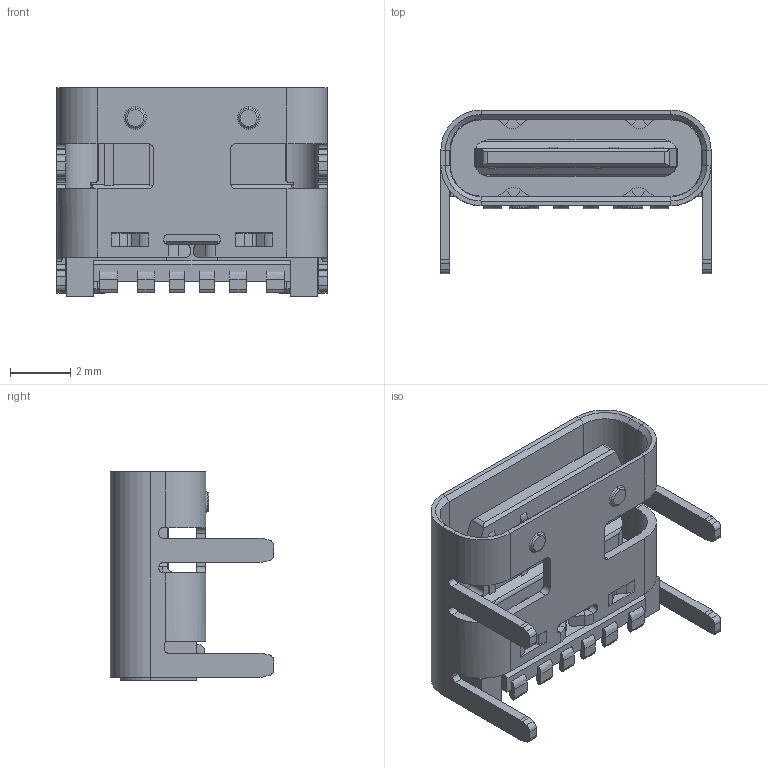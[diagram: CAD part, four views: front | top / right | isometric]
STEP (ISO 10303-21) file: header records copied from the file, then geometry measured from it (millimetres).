
FILE_DESCRIPTION (( 'STEP AP214' ), '1' );
FILE_NAME ('USB4125-GF-A-0190.STEP', '2021-08-13T06:40:28', ( '' ), ( '' ), 'SwSTEP 2.0', 'SolidWorks 2017', '' );
FILE_SCHEMA (( 'AUTOMOTIVE_DESIGN' ));
Length unit declared in the file: millimetre
Products named in the file (1): USB4125-GF-A-0190
Bounding box: 8.94 x 5.41 x 6.9 mm (x, y, z)
Volume: 93.8 mm3; surface area: 459.2 mm2
Topology: 14 solids, 16 shells, 592 faces, 1493 edges, 927 vertices
Faces by surface type: plane 404, cylinder 148, cone 18, bspline 14, torus 8
Full cylindrical faces by diameter (mm): 0.9 x1
Entity records: 20143 total; most frequent: CARTESIAN_POINT 4448, ORIENTED_EDGE 2980, DIRECTION 2769, EDGE_CURVE 1490, LINE 1087, VECTOR 1087, VERTEX_POINT 927, AXIS2_PLACEMENT_3D 841
